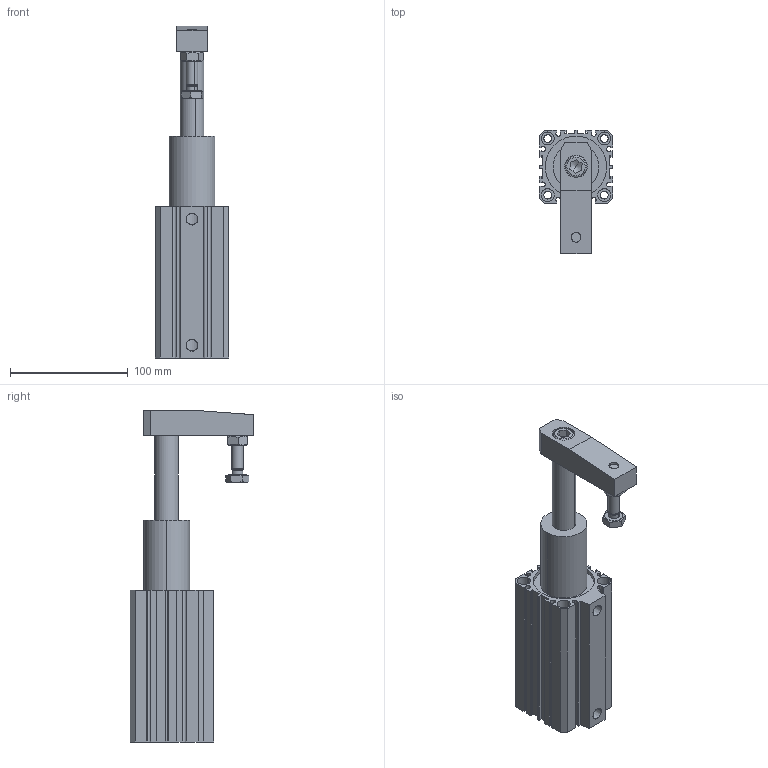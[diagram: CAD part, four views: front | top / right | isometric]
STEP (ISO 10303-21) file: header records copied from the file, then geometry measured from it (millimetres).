
FILE_DESCRIPTION((''),'2;1');
FILE_NAME('SC50.stp','2004-02-12T10:38:47',('matthew'),(''),'Autodesk Inventor (R) 6.0','Autodesk Inventor (R) 6.0','');
FILE_SCHEMA(('AUTOMOTIVE_DESIGN { 1 0 10303 214 1 1 1 1 }'));
Length unit declared in the file: millimetre
Products named in the file (7): SC50; SC501; SC502; SC503; SC504; SC505; SC506
Assembly tree (6 placements, depth 2):
  SC50
    SC501
    SC502
    SC503
    SC504
    SC505
    SC506
Bounding box: 62 x 105 x 281.5 mm (x, y, z)
Volume: 541540.5 mm3; surface area: 116262.4 mm2
Topology: 6 solids, 6 shells, 305 faces, 781 edges, 504 vertices
Faces by surface type: plane 118, cylinder 86, bspline 79, cone 22
Entity records: 10480 total; most frequent: CARTESIAN_POINT 3004, ORIENTED_EDGE 1558, DIRECTION 1520, EDGE_CURVE 779, AXIS2_PLACEMENT_3D 538, VERTEX_POINT 504, VECTOR 444, LINE 444
